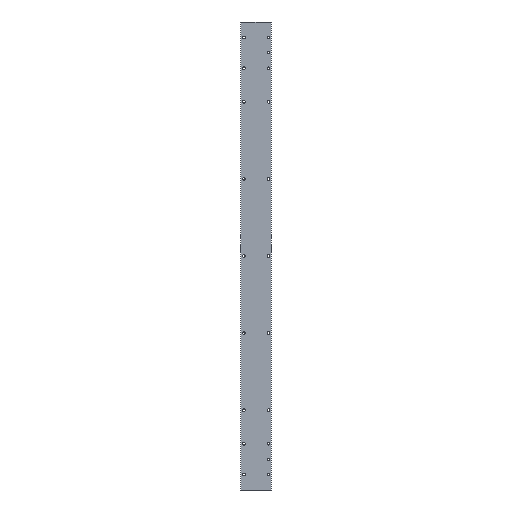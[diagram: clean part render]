
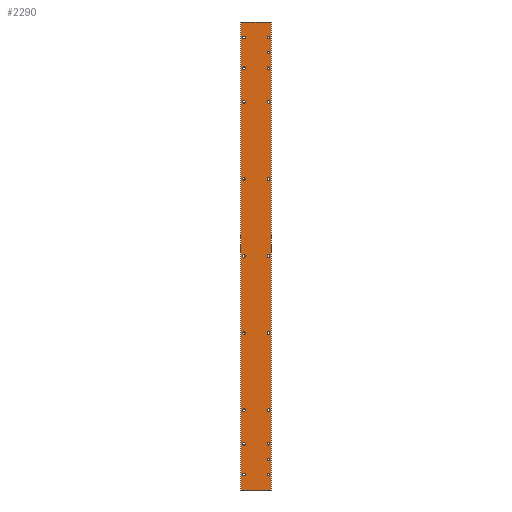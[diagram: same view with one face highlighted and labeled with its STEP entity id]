
A CAD part, left-side view. The second image highlights one B-rep face of the part: STEP entity #2290.
In plain terms, the highlighted planar face has unit normal (-1, 0, 0).
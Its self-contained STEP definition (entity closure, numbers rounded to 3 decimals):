
#112=CIRCLE('',#2473,1.7);
#113=CIRCLE('',#2474,1.7);
#114=CIRCLE('',#2475,1.7);
#115=CIRCLE('',#2476,1.7);
#116=CIRCLE('',#2477,1.7);
#117=CIRCLE('',#2478,1.7);
#118=CIRCLE('',#2479,1.7);
#119=CIRCLE('',#2480,1.7);
#120=CIRCLE('',#2481,1.7);
#121=CIRCLE('',#2482,1.7);
#122=CIRCLE('',#2483,1.7);
#123=CIRCLE('',#2484,1.7);
#124=CIRCLE('',#2485,1.7);
#125=CIRCLE('',#2486,1.7);
#126=CIRCLE('',#2487,1.7);
#127=CIRCLE('',#2488,1.7);
#128=CIRCLE('',#2489,1.7);
#129=CIRCLE('',#2490,1.7);
#130=CIRCLE('',#2491,1.5);
#131=CIRCLE('',#2492,1.5);
#388=ORIENTED_EDGE('',*,*,#984,.T.);
#389=ORIENTED_EDGE('',*,*,#985,.T.);
#390=ORIENTED_EDGE('',*,*,#986,.T.);
#391=ORIENTED_EDGE('',*,*,#987,.T.);
#392=ORIENTED_EDGE('',*,*,#988,.T.);
#393=ORIENTED_EDGE('',*,*,#989,.F.);
#394=ORIENTED_EDGE('',*,*,#990,.F.);
#395=ORIENTED_EDGE('',*,*,#991,.T.);
#396=ORIENTED_EDGE('',*,*,#992,.T.);
#397=ORIENTED_EDGE('',*,*,#993,.T.);
#398=ORIENTED_EDGE('',*,*,#994,.T.);
#399=ORIENTED_EDGE('',*,*,#995,.T.);
#400=ORIENTED_EDGE('',*,*,#996,.T.);
#401=ORIENTED_EDGE('',*,*,#997,.T.);
#402=ORIENTED_EDGE('',*,*,#998,.T.);
#403=ORIENTED_EDGE('',*,*,#999,.T.);
#404=ORIENTED_EDGE('',*,*,#1000,.T.);
#405=ORIENTED_EDGE('',*,*,#1001,.T.);
#406=ORIENTED_EDGE('',*,*,#1002,.T.);
#407=ORIENTED_EDGE('',*,*,#1003,.T.);
#408=ORIENTED_EDGE('',*,*,#1004,.T.);
#409=ORIENTED_EDGE('',*,*,#1005,.F.);
#410=ORIENTED_EDGE('',*,*,#1006,.F.);
#411=ORIENTED_EDGE('',*,*,#982,.T.);
#982=EDGE_CURVE('',#1266,#1265,#1489,.T.);
#984=EDGE_CURVE('',#1267,#1267,#112,.T.);
#985=EDGE_CURVE('',#1268,#1268,#113,.T.);
#986=EDGE_CURVE('',#1269,#1269,#114,.T.);
#987=EDGE_CURVE('',#1270,#1270,#115,.T.);
#988=EDGE_CURVE('',#1271,#1271,#116,.T.);
#989=EDGE_CURVE('',#1272,#1272,#117,.T.);
#990=EDGE_CURVE('',#1273,#1273,#118,.T.);
#991=EDGE_CURVE('',#1274,#1274,#119,.T.);
#992=EDGE_CURVE('',#1275,#1275,#120,.T.);
#993=EDGE_CURVE('',#1276,#1276,#121,.T.);
#994=EDGE_CURVE('',#1277,#1277,#122,.T.);
#995=EDGE_CURVE('',#1278,#1278,#123,.T.);
#996=EDGE_CURVE('',#1279,#1279,#124,.T.);
#997=EDGE_CURVE('',#1280,#1280,#125,.T.);
#998=EDGE_CURVE('',#1281,#1281,#126,.T.);
#999=EDGE_CURVE('',#1282,#1282,#127,.T.);
#1000=EDGE_CURVE('',#1283,#1283,#128,.T.);
#1001=EDGE_CURVE('',#1284,#1284,#129,.T.);
#1002=EDGE_CURVE('',#1285,#1285,#130,.T.);
#1003=EDGE_CURVE('',#1286,#1286,#131,.T.);
#1004=EDGE_CURVE('',#1265,#1287,#1490,.T.);
#1005=EDGE_CURVE('',#1288,#1287,#1491,.T.);
#1006=EDGE_CURVE('',#1266,#1288,#1492,.T.);
#1265=VERTEX_POINT('',#3677);
#1266=VERTEX_POINT('',#3679);
#1267=VERTEX_POINT('',#3683);
#1268=VERTEX_POINT('',#3685);
#1269=VERTEX_POINT('',#3687);
#1270=VERTEX_POINT('',#3689);
#1271=VERTEX_POINT('',#3691);
#1272=VERTEX_POINT('',#3693);
#1273=VERTEX_POINT('',#3695);
#1274=VERTEX_POINT('',#3697);
#1275=VERTEX_POINT('',#3699);
#1276=VERTEX_POINT('',#3701);
#1277=VERTEX_POINT('',#3703);
#1278=VERTEX_POINT('',#3705);
#1279=VERTEX_POINT('',#3707);
#1280=VERTEX_POINT('',#3709);
#1281=VERTEX_POINT('',#3711);
#1282=VERTEX_POINT('',#3713);
#1283=VERTEX_POINT('',#3715);
#1284=VERTEX_POINT('',#3717);
#1285=VERTEX_POINT('',#3719);
#1286=VERTEX_POINT('',#3721);
#1287=VERTEX_POINT('',#3723);
#1288=VERTEX_POINT('',#3725);
#1489=LINE('',#3678,#1667);
#1490=LINE('',#3722,#1668);
#1491=LINE('',#3724,#1669);
#1492=LINE('',#3726,#1670);
#1667=VECTOR('',#2928,1000.);
#1668=VECTOR('',#2973,1000.);
#1669=VECTOR('',#2974,1000.);
#1670=VECTOR('',#2975,1000.);
#1788=EDGE_LOOP('',(#388));
#1789=EDGE_LOOP('',(#389));
#1790=EDGE_LOOP('',(#390));
#1791=EDGE_LOOP('',(#391));
#1792=EDGE_LOOP('',(#392));
#1793=EDGE_LOOP('',(#393));
#1794=EDGE_LOOP('',(#394));
#1795=EDGE_LOOP('',(#395));
#1796=EDGE_LOOP('',(#396));
#1797=EDGE_LOOP('',(#397));
#1798=EDGE_LOOP('',(#398));
#1799=EDGE_LOOP('',(#399));
#1800=EDGE_LOOP('',(#400));
#1801=EDGE_LOOP('',(#401));
#1802=EDGE_LOOP('',(#402));
#1803=EDGE_LOOP('',(#403));
#1804=EDGE_LOOP('',(#404));
#1805=EDGE_LOOP('',(#405));
#1806=EDGE_LOOP('',(#406));
#1807=EDGE_LOOP('',(#407));
#1808=EDGE_LOOP('',(#408,#409,#410,#411));
#2006=FACE_BOUND('',#1788,.T.);
#2007=FACE_BOUND('',#1789,.T.);
#2008=FACE_BOUND('',#1790,.T.);
#2009=FACE_BOUND('',#1791,.T.);
#2010=FACE_BOUND('',#1792,.T.);
#2011=FACE_BOUND('',#1793,.T.);
#2012=FACE_BOUND('',#1794,.T.);
#2013=FACE_BOUND('',#1795,.T.);
#2014=FACE_BOUND('',#1796,.T.);
#2015=FACE_BOUND('',#1797,.T.);
#2016=FACE_BOUND('',#1798,.T.);
#2017=FACE_BOUND('',#1799,.T.);
#2018=FACE_BOUND('',#1800,.T.);
#2019=FACE_BOUND('',#1801,.T.);
#2020=FACE_BOUND('',#1802,.T.);
#2021=FACE_BOUND('',#1803,.T.);
#2022=FACE_BOUND('',#1804,.T.);
#2023=FACE_BOUND('',#1805,.T.);
#2024=FACE_BOUND('',#1806,.T.);
#2025=FACE_BOUND('',#1807,.T.);
#2026=FACE_BOUND('',#1808,.T.);
#2208=PLANE('',#2472);
#2290=ADVANCED_FACE('',(#2006,#2007,#2008,#2009,#2010,#2011,#2012,#2013,
#2014,#2015,#2016,#2017,#2018,#2019,#2020,#2021,#2022,#2023,#2024,#2025,
#2026),#2208,.F.);
#2472=AXIS2_PLACEMENT_3D('',#3681,#2931,#2932);
#2473=AXIS2_PLACEMENT_3D('',#3682,#2933,#2934);
#2474=AXIS2_PLACEMENT_3D('',#3684,#2935,#2936);
#2475=AXIS2_PLACEMENT_3D('',#3686,#2937,#2938);
#2476=AXIS2_PLACEMENT_3D('',#3688,#2939,#2940);
#2477=AXIS2_PLACEMENT_3D('',#3690,#2941,#2942);
#2478=AXIS2_PLACEMENT_3D('',#3692,#2943,#2944);
#2479=AXIS2_PLACEMENT_3D('',#3694,#2945,#2946);
#2480=AXIS2_PLACEMENT_3D('',#3696,#2947,#2948);
#2481=AXIS2_PLACEMENT_3D('',#3698,#2949,#2950);
#2482=AXIS2_PLACEMENT_3D('',#3700,#2951,#2952);
#2483=AXIS2_PLACEMENT_3D('',#3702,#2953,#2954);
#2484=AXIS2_PLACEMENT_3D('',#3704,#2955,#2956);
#2485=AXIS2_PLACEMENT_3D('',#3706,#2957,#2958);
#2486=AXIS2_PLACEMENT_3D('',#3708,#2959,#2960);
#2487=AXIS2_PLACEMENT_3D('',#3710,#2961,#2962);
#2488=AXIS2_PLACEMENT_3D('',#3712,#2963,#2964);
#2489=AXIS2_PLACEMENT_3D('',#3714,#2965,#2966);
#2490=AXIS2_PLACEMENT_3D('',#3716,#2967,#2968);
#2491=AXIS2_PLACEMENT_3D('',#3718,#2969,#2970);
#2492=AXIS2_PLACEMENT_3D('',#3720,#2971,#2972);
#2928=DIRECTION('',(0.,0.,1.));
#2931=DIRECTION('',(1.,0.,0.));
#2932=DIRECTION('',(0.,0.,-1.));
#2933=DIRECTION('',(1.,0.,0.));
#2934=DIRECTION('',(0.,0.,-1.));
#2935=DIRECTION('',(1.,0.,0.));
#2936=DIRECTION('',(0.,0.,-1.));
#2937=DIRECTION('',(1.,0.,0.));
#2938=DIRECTION('',(0.,0.,-1.));
#2939=DIRECTION('',(1.,0.,0.));
#2940=DIRECTION('',(0.,0.,-1.));
#2941=DIRECTION('',(1.,0.,0.));
#2942=DIRECTION('',(0.,0.,-1.));
#2943=DIRECTION('',(-1.,0.,0.));
#2944=DIRECTION('',(0.,0.,1.));
#2945=DIRECTION('',(-1.,0.,0.));
#2946=DIRECTION('',(0.,0.,1.));
#2947=DIRECTION('',(1.,0.,0.));
#2948=DIRECTION('',(0.,0.,-1.));
#2949=DIRECTION('',(1.,0.,0.));
#2950=DIRECTION('',(0.,0.,-1.));
#2951=DIRECTION('',(1.,0.,0.));
#2952=DIRECTION('',(0.,0.,-1.));
#2953=DIRECTION('',(1.,0.,0.));
#2954=DIRECTION('',(0.,0.,-1.));
#2955=DIRECTION('',(1.,0.,0.));
#2956=DIRECTION('',(0.,0.,-1.));
#2957=DIRECTION('',(1.,0.,0.));
#2958=DIRECTION('',(0.,0.,-1.));
#2959=DIRECTION('',(1.,0.,0.));
#2960=DIRECTION('',(0.,0.,-1.));
#2961=DIRECTION('',(1.,0.,0.));
#2962=DIRECTION('',(0.,0.,-1.));
#2963=DIRECTION('',(1.,0.,0.));
#2964=DIRECTION('',(0.,0.,-1.));
#2965=DIRECTION('',(1.,0.,0.));
#2966=DIRECTION('',(0.,0.,-1.));
#2967=DIRECTION('',(1.,0.,0.));
#2968=DIRECTION('',(0.,0.,-1.));
#2969=DIRECTION('',(1.,0.,0.));
#2970=DIRECTION('',(0.,0.,-1.));
#2971=DIRECTION('',(1.,0.,0.));
#2972=DIRECTION('',(0.,0.,-1.));
#2973=DIRECTION('',(0.,1.,0.));
#2974=DIRECTION('',(0.,0.,1.));
#2975=DIRECTION('',(0.,1.,0.));
#3677=CARTESIAN_POINT('',(0.,0.2,303.5));
#3678=CARTESIAN_POINT('',(0.,0.2,-303.5));
#3679=CARTESIAN_POINT('',(0.,0.2,-303.5));
#3681=CARTESIAN_POINT('',(0.,0.2,-303.5));
#3682=CARTESIAN_POINT('',(0.,3.4,100.));
#3683=CARTESIAN_POINT('',(0.,3.4,98.3));
#3684=CARTESIAN_POINT('',(0.,3.4,0.));
#3685=CARTESIAN_POINT('',(0.,3.4,-1.7));
#3686=CARTESIAN_POINT('',(0.,3.4,-100.));
#3687=CARTESIAN_POINT('',(0.,3.4,-101.7));
#3688=CARTESIAN_POINT('',(0.,3.4,200.));
#3689=CARTESIAN_POINT('',(0.,3.4,198.3));
#3690=CARTESIAN_POINT('',(0.,3.4,-200.));
#3691=CARTESIAN_POINT('',(0.,3.4,-201.7));
#3692=CARTESIAN_POINT('',(0.,3.4,283.5));
#3693=CARTESIAN_POINT('',(0.,3.4,285.2));
#3694=CARTESIAN_POINT('',(0.,3.4,243.5));
#3695=CARTESIAN_POINT('',(0.,3.4,245.2));
#3696=CARTESIAN_POINT('',(0.,3.4,-243.5));
#3697=CARTESIAN_POINT('',(0.,3.4,-245.2));
#3698=CARTESIAN_POINT('',(0.,3.4,-283.5));
#3699=CARTESIAN_POINT('',(0.,3.4,-285.2));
#3700=CARTESIAN_POINT('',(0.,35.4,100.));
#3701=CARTESIAN_POINT('',(0.,35.4,98.3));
#3702=CARTESIAN_POINT('',(0.,35.4,0.));
#3703=CARTESIAN_POINT('',(0.,35.4,-1.7));
#3704=CARTESIAN_POINT('',(0.,35.4,-100.));
#3705=CARTESIAN_POINT('',(0.,35.4,-101.7));
#3706=CARTESIAN_POINT('',(0.,35.4,200.));
#3707=CARTESIAN_POINT('',(0.,35.4,198.3));
#3708=CARTESIAN_POINT('',(0.,35.4,-200.));
#3709=CARTESIAN_POINT('',(0.,35.4,-201.7));
#3710=CARTESIAN_POINT('',(0.,35.4,243.5));
#3711=CARTESIAN_POINT('',(0.,35.4,241.8));
#3712=CARTESIAN_POINT('',(0.,35.4,283.5));
#3713=CARTESIAN_POINT('',(0.,35.4,281.8));
#3714=CARTESIAN_POINT('',(0.,35.4,-243.5));
#3715=CARTESIAN_POINT('',(0.,35.4,-245.2));
#3716=CARTESIAN_POINT('',(0.,35.4,-283.5));
#3717=CARTESIAN_POINT('',(0.,35.4,-285.2));
#3718=CARTESIAN_POINT('',(0.,3.4,263.5));
#3719=CARTESIAN_POINT('',(0.,3.4,262.));
#3720=CARTESIAN_POINT('',(0.,3.4,-263.5));
#3721=CARTESIAN_POINT('',(0.,3.4,-265.));
#3722=CARTESIAN_POINT('',(0.,0.2,303.5));
#3723=CARTESIAN_POINT('',(0.,39.4,303.5));
#3724=CARTESIAN_POINT('',(0.,39.4,-303.5));
#3725=CARTESIAN_POINT('',(0.,39.4,-303.5));
#3726=CARTESIAN_POINT('',(0.,0.2,-303.5));
